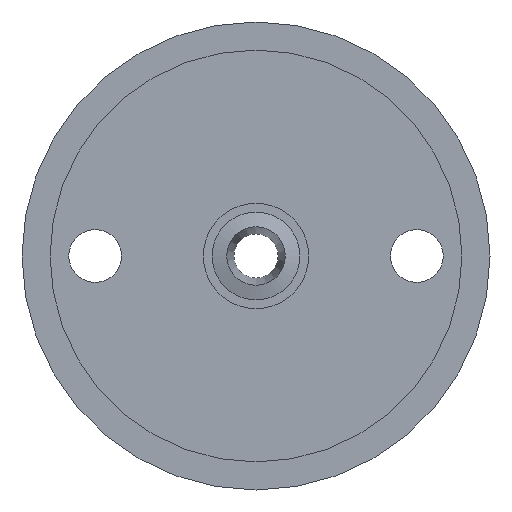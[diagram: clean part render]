
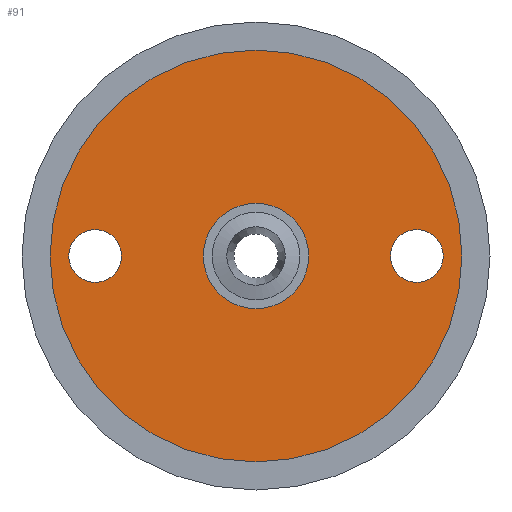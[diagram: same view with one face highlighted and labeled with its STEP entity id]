
A CAD part, front view. The second image highlights one B-rep face of the part: STEP entity #91.
In plain terms, the highlighted planar face has unit normal (0, -1, 0).
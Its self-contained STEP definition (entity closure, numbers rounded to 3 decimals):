
#91 = ADVANCED_FACE( '', ( #194, #195, #196, #197 ), #198, .F. );
#194 = FACE_BOUND( '', #325, .T. );
#195 = FACE_BOUND( '', #326, .T. );
#196 = FACE_BOUND( '', #327, .T. );
#197 = FACE_OUTER_BOUND( '', #328, .T. );
#198 = PLANE( '', #329 );
#325 = EDGE_LOOP( '', ( #483 ) );
#326 = EDGE_LOOP( '', ( #484 ) );
#327 = EDGE_LOOP( '', ( #485 ) );
#328 = EDGE_LOOP( '', ( #486 ) );
#329 = AXIS2_PLACEMENT_3D( '', #487, #488, #489 );
#483 = ORIENTED_EDGE( '', *, *, #515, .F. );
#484 = ORIENTED_EDGE( '', *, *, #496, .F. );
#485 = ORIENTED_EDGE( '', *, *, #522, .F. );
#486 = ORIENTED_EDGE( '', *, *, #545, .T. );
#487 = CARTESIAN_POINT( '', ( 35.2, 5.5, 0. ) );
#488 = DIRECTION( '', ( 0., 1., 0. ) );
#489 = DIRECTION( '', ( 0., 0., 1. ) );
#496 = EDGE_CURVE( '', #558, #558, #559, .F. );
#515 = EDGE_CURVE( '', #588, #588, #589, .T. );
#522 = EDGE_CURVE( '', #600, #600, #601, .F. );
#545 = EDGE_CURVE( '', #631, #631, #632, .T. );
#558 = VERTEX_POINT( '', #692 );
#559 = CIRCLE( '', #693, 4.5 );
#588 = VERTEX_POINT( '', #722 );
#589 = CIRCLE( '', #723, 9. );
#600 = VERTEX_POINT( '', #739 );
#601 = CIRCLE( '', #740, 4.5 );
#631 = VERTEX_POINT( '', #828 );
#632 = CIRCLE( '', #829, 35.2 );
#692 = CARTESIAN_POINT( '', ( 27.5, 5.5, 4.5 ) );
#693 = AXIS2_PLACEMENT_3D( '', #837, #838, #839 );
#722 = CARTESIAN_POINT( '', ( 0., 5.5, -9. ) );
#723 = AXIS2_PLACEMENT_3D( '', #870, #871, #872 );
#739 = CARTESIAN_POINT( '', ( -27.5, 5.5, 4.5 ) );
#740 = AXIS2_PLACEMENT_3D( '', #878, #879, #880 );
#828 = CARTESIAN_POINT( '', ( 0., 5.5, -35.2 ) );
#829 = AXIS2_PLACEMENT_3D( '', #900, #901, #902 );
#837 = CARTESIAN_POINT( '', ( 27.5, 5.5, 0. ) );
#838 = DIRECTION( '', ( 0., 1., 0. ) );
#839 = DIRECTION( '', ( 0., 0., 1. ) );
#870 = CARTESIAN_POINT( '', ( 0., 5.5, 0. ) );
#871 = DIRECTION( '', ( 0., -1., 0. ) );
#872 = DIRECTION( '', ( 0., 0., -1. ) );
#878 = CARTESIAN_POINT( '', ( -27.5, 5.5, 0. ) );
#879 = DIRECTION( '', ( 0., 1., 0. ) );
#880 = DIRECTION( '', ( 0., 0., 1. ) );
#900 = CARTESIAN_POINT( '', ( 0., 5.5, 0. ) );
#901 = DIRECTION( '', ( 0., -1., 0. ) );
#902 = DIRECTION( '', ( 0., 0., -1. ) );
